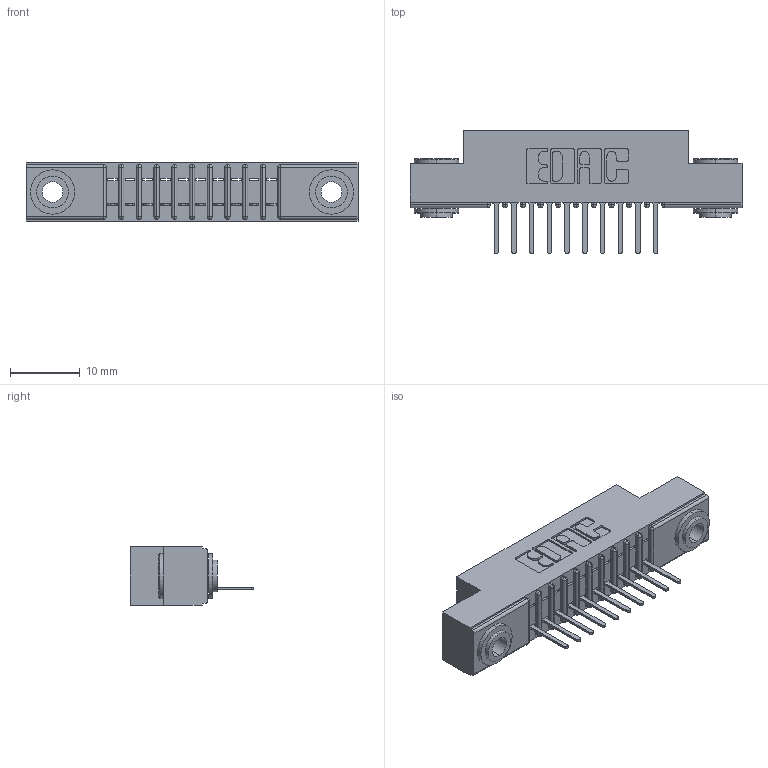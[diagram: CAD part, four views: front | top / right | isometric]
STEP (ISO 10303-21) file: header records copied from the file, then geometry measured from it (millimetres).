
FILE_DESCRIPTION (( 'STEP AP203' ), '1' );
FILE_NAME ('341-010-521-103.STEP', '2019-08-09T16:21:49', ( '' ), ( '' ), 'SwSTEP 2.0', 'SolidWorks 2016', '' );
FILE_SCHEMA (( 'CONFIG_CONTROL_DESIGN' ));
Length unit declared in the file: inch
Products named in the file (4): 341-292-001_341-292-121; 345-250-002_345-250-002-102; 341-010-521-103; 341 Part_.156 (3.96) Dia Mounting Holes
Assembly tree (13 placements, depth 2):
  341-010-521-103
    341 Part_.156 (3.96) Dia Mounting Holes
    341-292-001_341-292-121  x10
    345-250-002_345-250-002-102  x2
Bounding box: 47.62 x 17.7 x 8.38 mm (x, y, z)
Volume: 2681.4 mm3; surface area: 4655.6 mm2
Topology: 13 solids, 13 shells, 988 faces, 2798 edges, 1798 vertices
Faces by surface type: plane 602, cylinder 338, sphere 22, torus 18, cone 8
Entity records: 17110 total; most frequent: CARTESIAN_POINT 2869, ORIENTED_EDGE 2848, DIRECTION 2812, EDGE_CURVE 1424, VECTOR 1106, LINE 1106, VERTEX_POINT 910, AXIS2_PLACEMENT_3D 853
